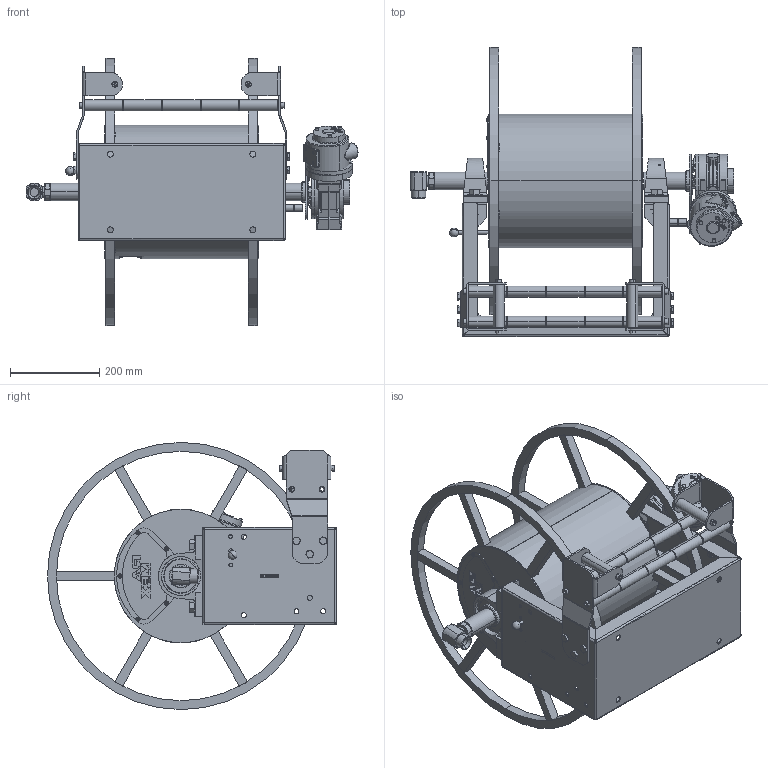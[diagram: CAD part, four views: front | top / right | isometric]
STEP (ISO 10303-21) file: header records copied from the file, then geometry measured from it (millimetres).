
FILE_DESCRIPTION (( 'STEP AP214' ), '1' );
FILE_NAME ('AVPN8001.STEP', '2024-03-12T14:31:53', ( '' ), ( '' ), 'SwSTEP 2.0', 'SolidWorks 2021', '' );
FILE_SCHEMA (( 'AUTOMOTIVE_DESIGN' ));
Length unit declared in the file: millimetre
Products named in the file (1): AVPN8001
Bounding box: 745.64 x 649.2 x 600 mm (x, y, z)
Surface area: 2551069 mm2 (no closed solid volume)
Topology: 0 solids, 128 shells, 1098 faces, 4101 edges, 2973 vertices
Faces by surface type: plane 557, cylinder 339, cone 131, bspline 29, torus 28, sphere 14
Entity records: 69155 total; most frequent: CARTESIAN_POINT 22915, DIRECTION 7229, ORIENTED_EDGE 6107, EDGE_CURVE 4086, VERTEX_POINT 2970, AXIS2_PLACEMENT_3D 2486, LINE 2257, VECTOR 2257
